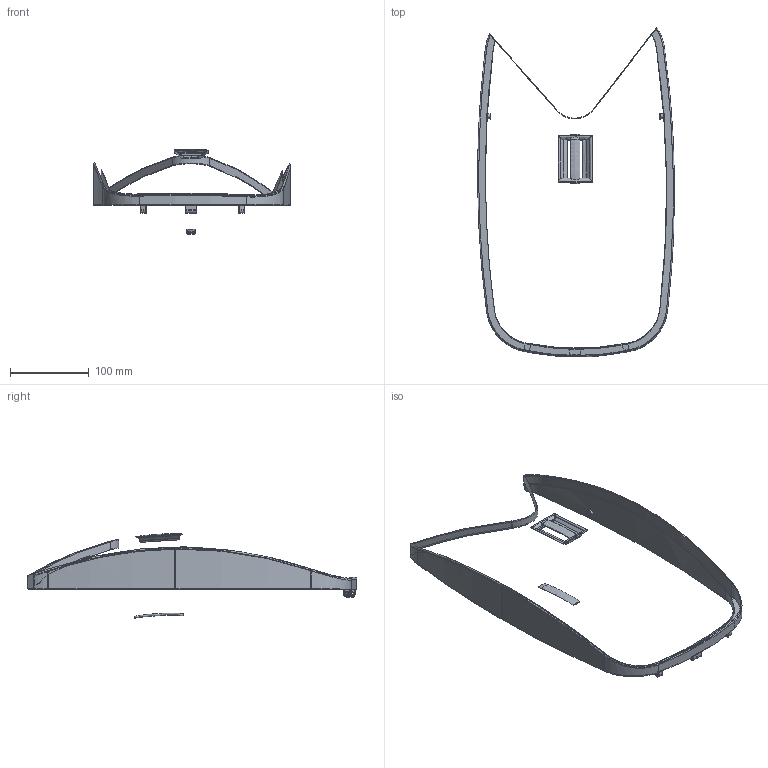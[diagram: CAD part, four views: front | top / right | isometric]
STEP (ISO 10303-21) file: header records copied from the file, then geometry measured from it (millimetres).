
FILE_DESCRIPTION(('HOOPS Exchange Step'),'2;1');
FILE_NAME('temp_export','2022-08-07T11:14:48+02:00',('asadu'),('Shapr3D Limited'),'HOOPS Exchange 2022.0','Shapr3D','Authorized');
FILE_SCHEMA( ('AP203_CONFIGURATION_CONTROLLED_3D_DESIGN_OF_MECHANICAL_PARTS_AND_ASSEMBLIES_MIM_LF') );
Length unit declared in the file: millimetre
Products named in the file (5): Rope Pin; Hinge Pins; Handle; Hood; root
Assembly tree (4 placements, depth 3):
  root
    Hood
      Rope Pin
      Hinge Pins
      Handle
Bounding box: 250.05 x 418.28 x 107.78 mm (x, y, z)
Volume: 3193.2 mm3; surface area: 236610.9 mm2
Topology: 6 solids, 12 shells, 213 faces, 572 edges, 381 vertices
Faces by surface type: cylinder 83, bspline 78, plane 40, torus 12
Full cylindrical faces by diameter (mm): 5 x6, 7 x6
Entity records: 32472 total; most frequent: CARTESIAN_POINT 27552, ORIENTED_EDGE 1158, DIRECTION 699, EDGE_CURVE 579, VERTEX_POINT 386, B_SPLINE_CURVE_WITH_KNOTS 304, AXIS2_PLACEMENT_3D 286, EDGE_LOOP 251
